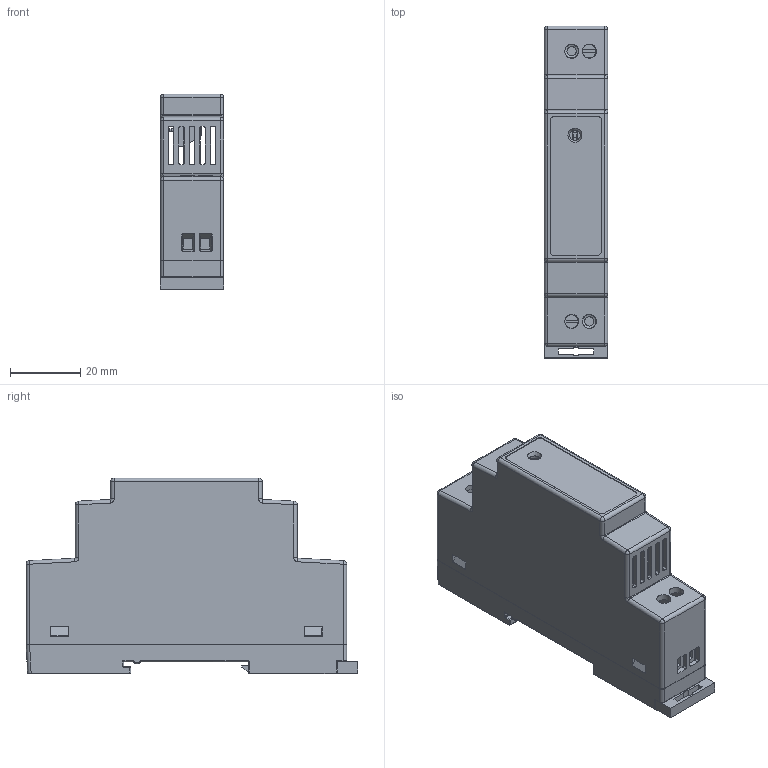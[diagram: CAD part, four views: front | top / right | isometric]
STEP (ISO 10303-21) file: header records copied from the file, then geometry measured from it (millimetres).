
FILE_DESCRIPTION (( 'STEP AP214' ), '1' );
FILE_NAME ('PSL-12-010.STEP', '2018-05-10T09:57:48', ( '' ), ( '' ), 'SwSTEP 2.0', 'SolidWorks 2017', '' );
FILE_SCHEMA (( 'AUTOMOTIVE_DESIGN' ));
Length unit declared in the file: inch
Products named in the file (1): PSL-12-010
Bounding box: 18 x 94.2 x 55.6 mm (x, y, z)
Volume: 26221 mm3; surface area: 39632.7 mm2
Topology: 12 solids, 12 shells, 934 faces, 2487 edges, 1579 vertices
Faces by surface type: plane 589, cylinder 267, sphere 31, torus 22, bspline 18, cone 7
Full cylindrical faces by diameter (mm): 0.95 x2, 2.626 x4, 3 x1, 3.826 x4, 4 x4, 4.026 x8, 4.1 x1
Entity records: 40920 total; most frequent: CARTESIAN_POINT 6086, ORIENTED_EDGE 4854, DIRECTION 4377, EDGE_CURVE 2427, LINE 1853, VECTOR 1853, VERTEX_POINT 1569, AXIS2_PLACEMENT_3D 1262
